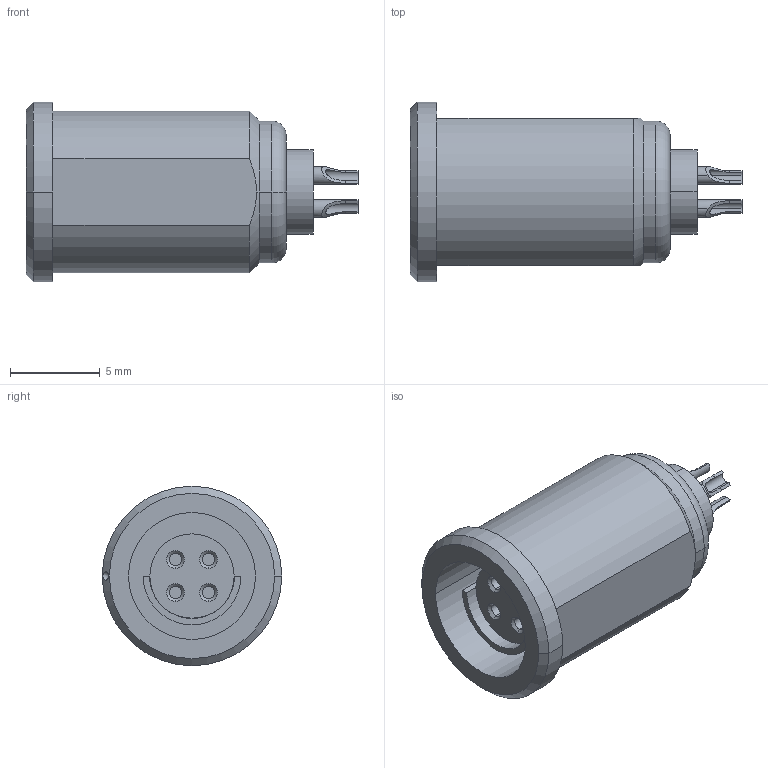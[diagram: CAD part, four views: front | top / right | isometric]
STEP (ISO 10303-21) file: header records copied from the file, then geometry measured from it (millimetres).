
FILE_DESCRIPTION((''),'2;1');
FILE_NAME('G10F1C-P04L','2021-01-25T09:44:46',('RTrager'),(''),'CREO PARAMETRIC BY PTC INC, 2018300','CREO PARAMETRIC BY PTC INC, 2018300','');
FILE_SCHEMA(('AP242_MANAGED_MODEL_BASED_3D_ENGINEERING_MIM_LF { 1 0 10303 442 1 1 4 }'));
Length unit declared in the file: millimetre
Products named in the file (1): G10F1C-P04L
Bounding box: 18.5 x 10 x 10 mm (x, y, z)
Volume: 675.9 mm3; surface area: 1148.5 mm2
Topology: 1 solids, 1 shells, 88 faces, 207 edges, 132 vertices
Faces by surface type: cylinder 46, plane 23, cone 12, torus 6, sphere 1
Entity records: 4365 total; most frequent: CARTESIAN_POINT 677, DIRECTION 465, ORIENTED_EDGE 410, PRESENTATION_STYLE_ASSIGNMENT 290, STYLED_ITEM 227, CURVE_STYLE 205, EDGE_CURVE 205, AXIS2_PLACEMENT_3D 194
